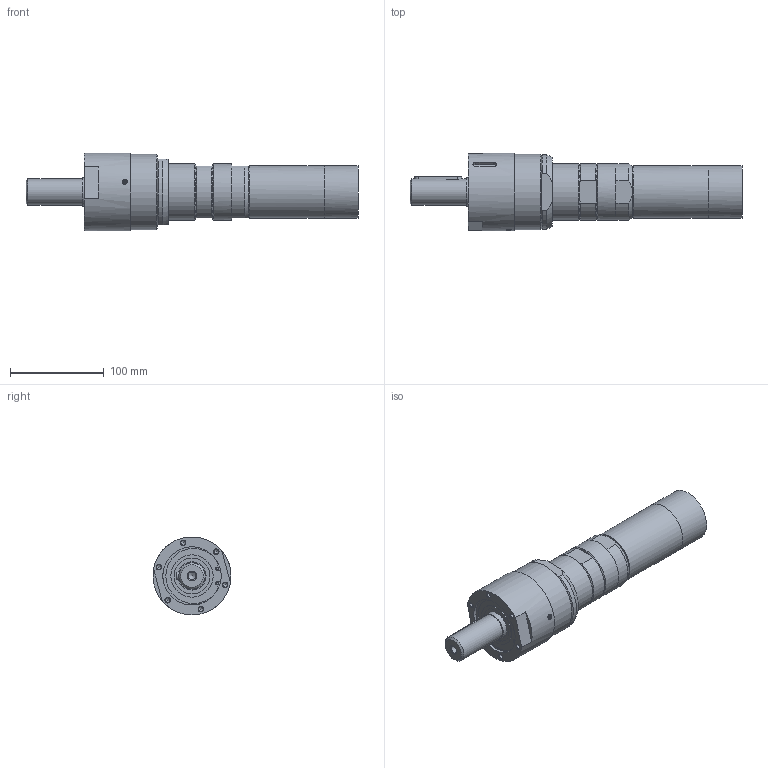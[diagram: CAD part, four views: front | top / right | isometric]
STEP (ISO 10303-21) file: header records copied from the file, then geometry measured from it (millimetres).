
FILE_DESCRIPTION((''),'2;1');
FILE_NAME('MRD 55-25_60010005.stp','2011-07-05T12:41:08',('rmorof'),(''),'Autodesk Inventor 2008','Autodesk Inventor 2008','');
FILE_SCHEMA(('CONFIG_CONTROL_DESIGN'));
Length unit declared in the file: millimetre
Products named in the file (1): MRD 55-25_60010005
Bounding box: 353.2 x 82.95 x 82.92 mm (x, y, z)
Volume: 1006982.8 mm3; surface area: 84054.8 mm2
Topology: 1 solids, 7 shells, 158 faces, 344 edges, 224 vertices
Faces by surface type: plane 65, cylinder 43, cone 25, bspline 19, sphere 4, torus 2
Full cylindrical faces by diameter (mm): 1.55 x4, 3.6 x2, 4 x3, 5 x2, 5.5 x2, 28 x1, 30 x1, 38 x1, 45 x1, 51.498 x1, 56 x2, 60 x2, 62 x1, 73.29 x1, 80 x1, 83 x1
Entity records: 4625 total; most frequent: CARTESIAN_POINT 1450, DIRECTION 624, ORIENTED_EDGE 494, AXIS2_PLACEMENT_3D 273, EDGE_LOOP 250, EDGE_CURVE 247, VERTEX_POINT 189, FACE_OUTER_BOUND 158
